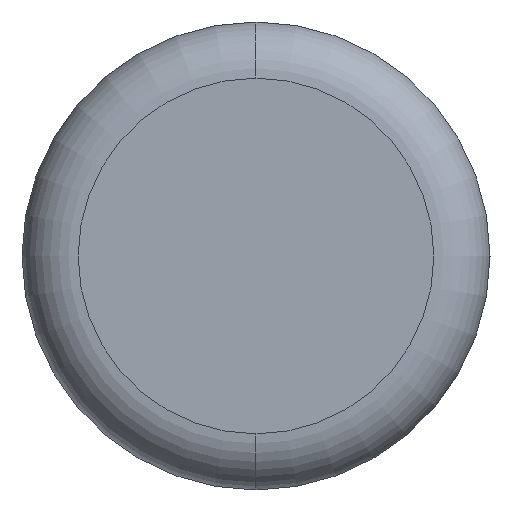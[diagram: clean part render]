
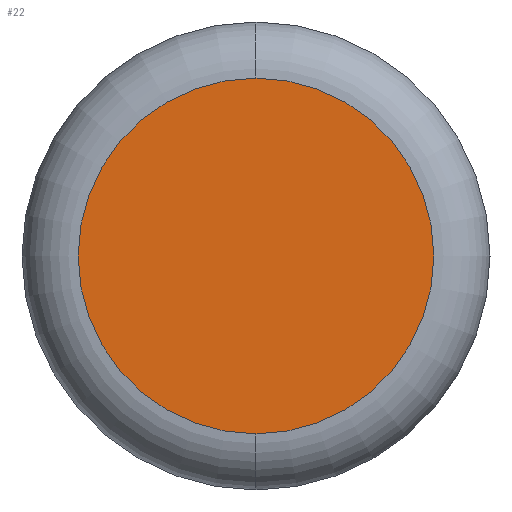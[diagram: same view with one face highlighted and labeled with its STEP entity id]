
A CAD part, left-side view. The second image highlights one B-rep face of the part: STEP entity #22.
In plain terms, the highlighted planar face has unit normal (-1, 0, 0).
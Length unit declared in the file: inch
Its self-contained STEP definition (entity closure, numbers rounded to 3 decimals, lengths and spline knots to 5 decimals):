
#22 = ADVANCED_FACE ( 'NONE', ( #50 ), #314, .F. ) ;
#50 = FACE_OUTER_BOUND ( 'NONE', #239, .T. ) ;
#74 = CIRCLE ( 'NONE', #313, 0.095 ) ;
#92 = DIRECTION ( 'NONE',  ( 1., 0., 0. ) ) ;
#125 = DIRECTION ( 'NONE',  ( -1., 0., 0. ) ) ;
#152 = AXIS2_PLACEMENT_3D ( 'NONE', #160, #231, #366 ) ;
#154 = CARTESIAN_POINT ( 'NONE',  ( -0.625, 0., 0. ) ) ;
#156 = VERTEX_POINT ( 'NONE', #330 ) ;
#160 = CARTESIAN_POINT ( 'NONE',  ( -0.625, 0., 0. ) ) ;
#178 = EDGE_CURVE ( 'NONE', #309, #156, #203, .T. ) ;
#181 = CARTESIAN_POINT ( 'NONE',  ( -0.625, 0.095, 0. ) ) ;
#203 = CIRCLE ( 'NONE', #152, 0.095 ) ;
#216 = DIRECTION ( 'NONE',  ( 0., 0., -1. ) ) ;
#231 = DIRECTION ( 'NONE',  ( -1., 0., 0. ) ) ;
#239 = EDGE_LOOP ( 'NONE', ( #311, #296 ) ) ;
#252 = DIRECTION ( 'NONE',  ( 0., 0., 1. ) ) ;
#296 = ORIENTED_EDGE ( 'NONE', *, *, #364, .T. ) ;
#309 = VERTEX_POINT ( 'NONE', #413 ) ;
#311 = ORIENTED_EDGE ( 'NONE', *, *, #178, .T. ) ;
#313 = AXIS2_PLACEMENT_3D ( 'NONE', #154, #125, #252 ) ;
#314 = PLANE ( 'NONE',  #359 ) ;
#330 = CARTESIAN_POINT ( 'NONE',  ( -0.625, 0., -0.095 ) ) ;
#359 = AXIS2_PLACEMENT_3D ( 'NONE', #181, #92, #216 ) ;
#364 = EDGE_CURVE ( 'NONE', #156, #309, #74, .T. ) ;
#366 = DIRECTION ( 'NONE',  ( 0., 0., 1. ) ) ;
#413 = CARTESIAN_POINT ( 'NONE',  ( -0.625, 0., 0.095 ) ) ;
